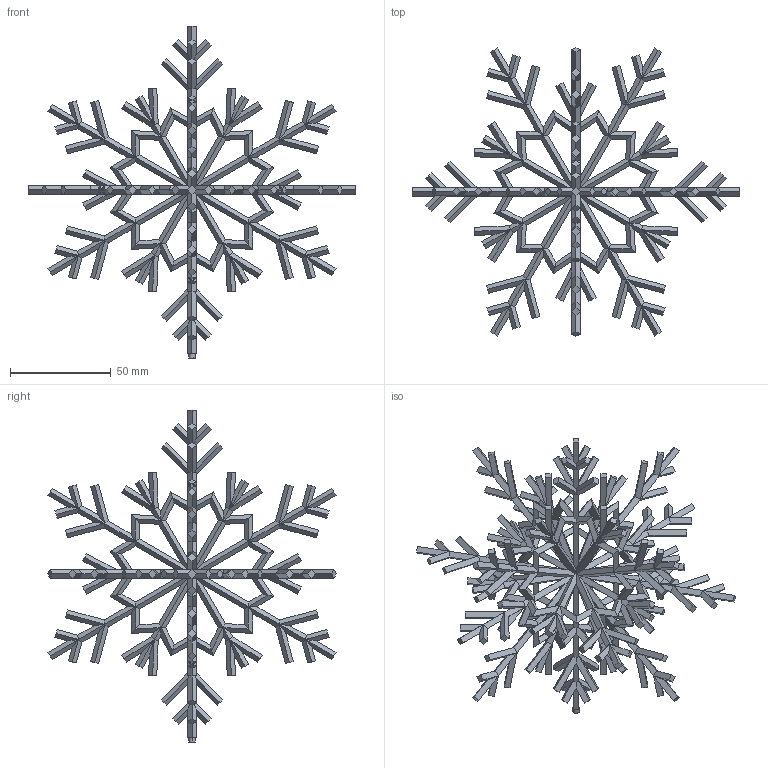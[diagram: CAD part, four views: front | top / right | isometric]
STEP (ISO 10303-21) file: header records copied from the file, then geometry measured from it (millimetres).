
FILE_DESCRIPTION(('FreeCAD Model'),'2;1');
FILE_NAME('Open CASCADE Shape Model','2025-05-04T14:09:11',('FreeCAD'),( 'FreeCAD'),'Open CASCADE STEP processor 7.6','FreeCAD','Unknown');
FILE_SCHEMA(('AUTOMOTIVE_DESIGN { 1 0 10303 214 1 1 1 1 }'));
Length unit declared in the file: millimetre
Products named in the file (1): Open CASCADE STEP translator 7.6 1
Bounding box: 162.88 x 143.09 x 164.91 mm (x, y, z)
Volume: 34809.5 mm3; surface area: 46823.8 mm2
Topology: 1 solids, 1 shells, 1308 faces, 2818 edges, 1440 vertices
Faces by surface type: bspline 1308
Entity records: 30284 total; most frequent: CARTESIAN_POINT 12337, ORIENTED_EDGE 5636, EDGE_CURVE 2818, B_SPLINE_CURVE_WITH_KNOTS 2806, VERTEX_POINT 1440, ADVANCED_FACE 1308, FACE_BOUND 1308, EDGE_LOOP 1308
